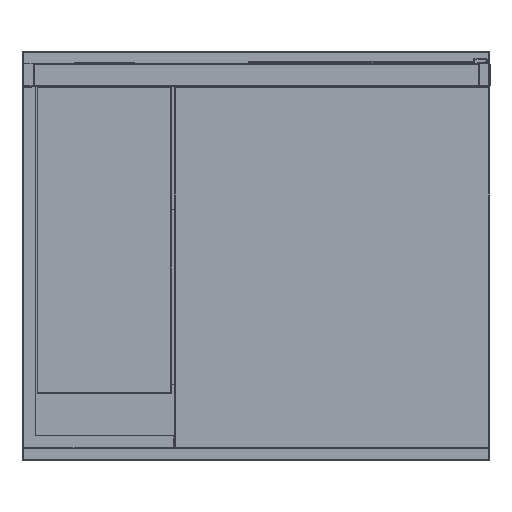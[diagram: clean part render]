
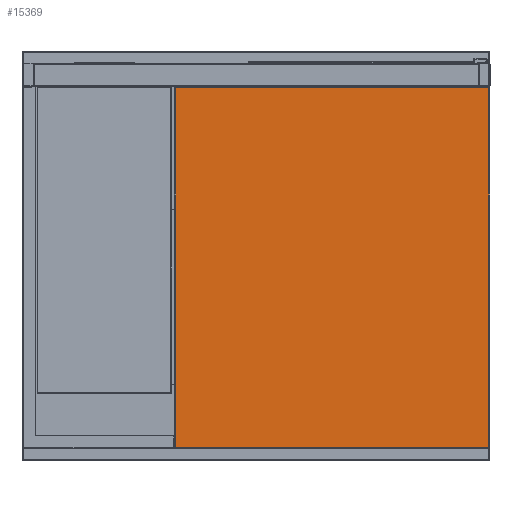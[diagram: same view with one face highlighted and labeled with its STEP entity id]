
A CAD part, front view. The second image highlights one B-rep face of the part: STEP entity #15369.
In plain terms, the highlighted planar face has unit normal (0, -1, 0).
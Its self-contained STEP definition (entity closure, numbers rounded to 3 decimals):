
#2609 = VECTOR ( 'NONE', #3098, 1000. ) ;
#3098 = DIRECTION ( 'NONE',  ( 0., 0., 1. ) ) ;
#3803 = VECTOR ( 'NONE', #31920, 1000. ) ;
#7461 = CARTESIAN_POINT ( 'NONE',  ( -270., -380., -658. ) ) ;
#7519 = CARTESIAN_POINT ( 'NONE',  ( -270., -380., -660. ) ) ;
#7735 = CARTESIAN_POINT ( 'NONE',  ( -268., -380., -658. ) ) ;
#8722 = VECTOR ( 'NONE', #20938, 1000. ) ;
#8806 = VERTEX_POINT ( 'NONE', #19444 ) ;
#9707 = VERTEX_POINT ( 'NONE', #7735 ) ;
#10137 = DIRECTION ( 'NONE',  ( 0., 0., -1. ) ) ;
#10463 = AXIS2_PLACEMENT_3D ( 'NONE', #7519, #15578, #10137 ) ;
#10579 = CARTESIAN_POINT ( 'NONE',  ( -268., -380., -660. ) ) ;
#12750 = CARTESIAN_POINT ( 'NONE',  ( -270., -380., -42. ) ) ;
#13961 = CARTESIAN_POINT ( 'NONE',  ( -268., -380., -42. ) ) ;
#15369 = ADVANCED_FACE ( 'Fl�che8', ( #18199 ), #20665, .T. ) ;
#15578 = DIRECTION ( 'NONE',  ( 0., -1., 0. ) ) ;
#16056 = CARTESIAN_POINT ( 'NONE',  ( 268., -380., -658. ) ) ;
#16214 = ORIENTED_EDGE ( 'NONE', *, *, #30941, .T. ) ;
#16493 = VECTOR ( 'NONE', #31109, 1000. ) ;
#17932 = VERTEX_POINT ( 'NONE', #16056 ) ;
#18199 = FACE_OUTER_BOUND ( 'NONE', #20806, .T. ) ;
#19444 = CARTESIAN_POINT ( 'NONE',  ( 268., -380., -42. ) ) ;
#19971 = ORIENTED_EDGE ( 'NONE', *, *, #30269, .T. ) ;
#20446 = LINE ( 'NONE', #12750, #16493 ) ;
#20665 = PLANE ( 'NONE',  #10463 ) ;
#20806 = EDGE_LOOP ( 'NONE', ( #19971, #32606, #16214, #21294 ) ) ;
#20938 = DIRECTION ( 'NONE',  ( 1., 0., 0. ) ) ;
#21121 = LINE ( 'NONE', #7461, #8722 ) ;
#21261 = LINE ( 'NONE', #10579, #3803 ) ;
#21294 = ORIENTED_EDGE ( 'NONE', *, *, #30983, .T. ) ;
#21640 = LINE ( 'NONE', #27041, #2609 ) ;
#27041 = CARTESIAN_POINT ( 'NONE',  ( 268., -380., -660. ) ) ;
#27946 = VERTEX_POINT ( 'NONE', #13961 ) ;
#30269 = EDGE_CURVE ( 'NONE', #8806, #27946, #20446, .T. ) ;
#30941 = EDGE_CURVE ( 'NONE', #9707, #17932, #21121, .T. ) ;
#30983 = EDGE_CURVE ( 'NONE', #17932, #8806, #21640, .T. ) ;
#31109 = DIRECTION ( 'NONE',  ( -1., 0., 0. ) ) ;
#31920 = DIRECTION ( 'NONE',  ( 0., 0., -1. ) ) ;
#32379 = EDGE_CURVE ( 'NONE', #27946, #9707, #21261, .T. ) ;
#32606 = ORIENTED_EDGE ( 'NONE', *, *, #32379, .T. ) ;
